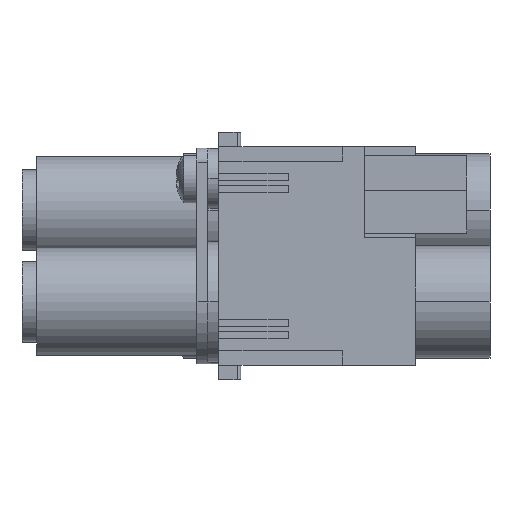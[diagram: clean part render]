
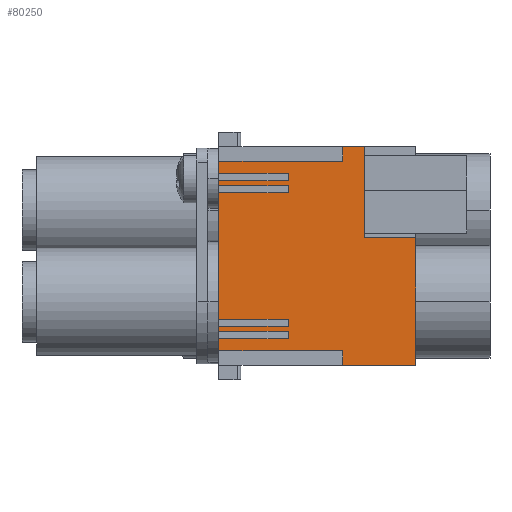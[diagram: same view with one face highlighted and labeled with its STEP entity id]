
A CAD part, left-side view. The second image highlights one B-rep face of the part: STEP entity #80250.
In plain terms, the highlighted planar face has unit normal (-1, 0, 0).
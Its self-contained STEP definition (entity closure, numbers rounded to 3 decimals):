
#2670=CARTESIAN_POINT('',(26.648,33.557,-27.336))
;
#2680=VERTEX_POINT('',#2670);
#2830=CARTESIAN_POINT('',(26.648,33.557,-28.336))
;
#2840=VERTEX_POINT('',#2830);
#2870=CARTESIAN_POINT('',(26.648,33.557,-0.438)
);
#2880=DIRECTION('',(0.,0.,-1.));
#2890=VECTOR('',#2880,1.);
#2900=LINE('',#2870,#2890);
#2910=EDGE_CURVE('',#2680,#2840,#2900,.T.);
#3090=CARTESIAN_POINT('',(26.648,24.057,-27.336));
#3100=DIRECTION('',(0.,-1.,0.));
#3110=VECTOR('',#3100,1.);
#3120=LINE('',#3090,#3110);
#3130=CARTESIAN_POINT('',(26.648,24.057,-27.336));
#3140=VERTEX_POINT('',#3130);
#3150=EDGE_CURVE('',#2680,#3140,#3120,.T.);
#6230=CARTESIAN_POINT('',(26.648,24.057,-28.336));
#6240=VERTEX_POINT('',#6230);
#6270=CARTESIAN_POINT('',(26.648,24.057,-28.336));
#6280=DIRECTION('',(0.,1.,0.));
#6290=VECTOR('',#6280,1.);
#6300=LINE('',#6270,#6290);
#6310=EDGE_CURVE('',#6240,#2840,#6300,.T.);
#13860=CARTESIAN_POINT('',(26.648,44.057,-19.5));
#13870=VERTEX_POINT('',#13860);
#13900=CARTESIAN_POINT('',(26.648,44.057,-0.438));
#13910=DIRECTION('',(0.,0.,-1.));
#13920=VECTOR('',#13910,1.);
#13930=LINE('',#13900,#13920);
#13940=CARTESIAN_POINT('',(26.648,44.057,-32.));
#13950=VERTEX_POINT('',#13940);
#13960=EDGE_CURVE('',#13870,#13950,#13930,.T.);
#30580=CARTESIAN_POINT('',(26.648,41.057,-30.));
#30590=VERTEX_POINT('',#30580);
#30760=CARTESIAN_POINT('',(26.648,41.057,-32.));
#30770=VERTEX_POINT('',#30760);
#30800=CARTESIAN_POINT('',(26.648,41.057,-0.438));
#30810=DIRECTION('',(0.,0.,1.));
#30820=VECTOR('',#30810,1.);
#30830=LINE('',#30800,#30820);
#30840=EDGE_CURVE('',#30770,#30590,#30830,.T.);
#38790=CARTESIAN_POINT('',(26.648,33.557,-26.664)
);
#38800=VERTEX_POINT('',#38790);
#38970=CARTESIAN_POINT('',(26.648,24.057,-26.664));
#38980=VERTEX_POINT('',#38970);
#39010=CARTESIAN_POINT('',(26.648,24.057,-26.664));
#39020=DIRECTION('',(0.,1.,0.));
#39030=VECTOR('',#39020,1.);
#39040=LINE('',#39010,#39030);
#39050=EDGE_CURVE('',#38980,#38800,#39040,.T.);
#44960=CARTESIAN_POINT('',(26.648,24.057,-8.336)
);
#44970=VERTEX_POINT('',#44960);
#45140=CARTESIAN_POINT('',(26.648,24.057,-7.336));
#45150=VERTEX_POINT('',#45140);
#45180=CARTESIAN_POINT('',(26.648,24.057,-32.2));
#45190=DIRECTION('',(0.,0.,1.));
#45200=VECTOR('',#45190,1.);
#45210=LINE('',#45180,#45200);
#45220=CARTESIAN_POINT('',(26.648,24.057,-6.664)
);
#45230=VERTEX_POINT('',#45220);
#45240=EDGE_CURVE('',#45150,#45230,#45210,.T.);
#45460=CARTESIAN_POINT('',(26.648,24.057,-5.664));
#45470=VERTEX_POINT('',#45460);
#45500=CARTESIAN_POINT('',(26.648,24.057,-4.)
);
#45510=VERTEX_POINT('',#45500);
#45520=EDGE_CURVE('',#45470,#45510,#45210,.T.);
#47640=CARTESIAN_POINT('',(26.648,24.057,-30.));
#47650=VERTEX_POINT('',#47640);
#47680=EDGE_CURVE('',#47650,#6240,#45210,.T.);
#47730=EDGE_CURVE('',#3140,#38980,#45210,.T.);
#47880=CARTESIAN_POINT('',(26.648,24.057,-25.664));
#47890=VERTEX_POINT('',#47880);
#47920=EDGE_CURVE('',#47890,#44970,#45210,.T.);
#65570=CARTESIAN_POINT('',(26.648,33.557,-25.664)
);
#65580=VERTEX_POINT('',#65570);
#65610=CARTESIAN_POINT('',(26.648,24.057,-25.664));
#65620=DIRECTION('',(0.,-1.,0.));
#65630=VECTOR('',#65620,1.);
#65640=LINE('',#65610,#65630);
#65650=EDGE_CURVE('',#65580,#47890,#65640,.T.);
#65960=CARTESIAN_POINT('',(26.648,33.557,-0.438
));
#65970=DIRECTION('',(0.,0.,-1.));
#65980=VECTOR('',#65970,1.);
#65990=LINE('',#65960,#65980);
#66000=EDGE_CURVE('',#65580,#38800,#65990,.T.);
#77170=CARTESIAN_POINT('',(26.648,24.057,-32.));
#77180=DIRECTION('',(0.,1.,0.));
#77190=VECTOR('',#77180,1.);
#77200=LINE('',#77170,#77190);
#77210=EDGE_CURVE('',#30770,#13950,#77200,.T.);
#79160=CARTESIAN_POINT('',(26.648,37.326,-27.037)
);
#79170=DIRECTION('',(-1.,0.,0.));
#79180=DIRECTION('',(0.,-1.,0.));
#79190=AXIS2_PLACEMENT_3D('',#79160,#79170,#79180);
#79200=PLANE('',#79190);
#79210=ORIENTED_EDGE('',*,*,#65650,.T.);
#79220=ORIENTED_EDGE('',*,*,#66000,.F.);
#79230=ORIENTED_EDGE('',*,*,#39050,.T.);
#79240=ORIENTED_EDGE('',*,*,#47730,.T.);
#79250=ORIENTED_EDGE('',*,*,#3150,.T.);
#79260=ORIENTED_EDGE('',*,*,#2910,.F.);
#79270=ORIENTED_EDGE('',*,*,#6310,.T.);
#79280=ORIENTED_EDGE('',*,*,#47680,.T.);
#79290=CARTESIAN_POINT('',(26.648,24.057,-30.));
#79300=DIRECTION('',(0.,1.,0.));
#79310=VECTOR('',#79300,1.);
#79320=LINE('',#79290,#79310);
#79330=EDGE_CURVE('',#47650,#30590,#79320,.T.);
#79340=ORIENTED_EDGE('',*,*,#79330,.F.);
#79350=ORIENTED_EDGE('',*,*,#30840,.T.);
#79360=ORIENTED_EDGE('',*,*,#77210,.F.);
#79370=ORIENTED_EDGE('',*,*,#13960,.T.);
#79380=CARTESIAN_POINT('',(26.648,24.057,-19.5));
#79390=DIRECTION('',(0.,-1.,0.));
#79400=VECTOR('',#79390,1.);
#79410=LINE('',#79380,#79400);
#79420=CARTESIAN_POINT('',(26.648,51.057,-19.5));
#79430=VERTEX_POINT('',#79420);
#79440=EDGE_CURVE('',#79430,#13870,#79410,.T.);
#79450=ORIENTED_EDGE('',*,*,#79440,.T.);
#79460=CARTESIAN_POINT('',(26.648,51.057,-0.438));
#79470=DIRECTION('',(0.,0.,1.));
#79480=VECTOR('',#79470,1.);
#79490=LINE('',#79460,#79480);
#79500=CARTESIAN_POINT('',(26.648,51.057,-2.));
#79510=VERTEX_POINT('',#79500);
#79520=EDGE_CURVE('',#79430,#79510,#79490,.T.);
#79530=ORIENTED_EDGE('',*,*,#79520,.F.);
#79540=CARTESIAN_POINT('',(26.648,24.057,-2.));
#79550=DIRECTION('',(0.,-1.,0.));
#79560=VECTOR('',#79550,1.);
#79570=LINE('',#79540,#79560);
#79580=CARTESIAN_POINT('',(26.648,41.057,-2.));
#79590=VERTEX_POINT('',#79580);
#79600=EDGE_CURVE('',#79510,#79590,#79570,.T.);
#79610=ORIENTED_EDGE('',*,*,#79600,.F.);
#79620=CARTESIAN_POINT('',(26.648,41.057,-0.438));
#79630=DIRECTION('',(0.,0.,1.));
#79640=VECTOR('',#79630,1.);
#79650=LINE('',#79620,#79640);
#79660=CARTESIAN_POINT('',(26.648,41.057,-4.));
#79670=VERTEX_POINT('',#79660);
#79680=EDGE_CURVE('',#79670,#79590,#79650,.T.);
#79690=ORIENTED_EDGE('',*,*,#79680,.T.);
#79700=CARTESIAN_POINT('',(26.648,24.057,-4.));
#79710=DIRECTION('',(0.,-1.,0.));
#79720=VECTOR('',#79710,1.);
#79730=LINE('',#79700,#79720);
#79740=EDGE_CURVE('',#79670,#45510,#79730,.T.);
#79750=ORIENTED_EDGE('',*,*,#79740,.F.);
#79760=ORIENTED_EDGE('',*,*,#45520,.T.);
#79770=CARTESIAN_POINT('',(26.648,24.057,-5.664));
#79780=DIRECTION('',(0.,-1.,0.));
#79790=VECTOR('',#79780,1.);
#79800=LINE('',#79770,#79790);
#79810=CARTESIAN_POINT('',(26.648,33.557,-5.664));
#79820=VERTEX_POINT('',#79810);
#79830=EDGE_CURVE('',#79820,#45470,#79800,.T.);
#79840=ORIENTED_EDGE('',*,*,#79830,.T.);
#79850=CARTESIAN_POINT('',(26.648,33.557,-0.438
));
#79860=DIRECTION('',(0.,0.,-1.));
#79870=VECTOR('',#79860,1.);
#79880=LINE('',#79850,#79870);
#79890=CARTESIAN_POINT('',(26.648,33.557,-6.664));
#79900=VERTEX_POINT('',#79890);
#79910=EDGE_CURVE('',#79820,#79900,#79880,.T.);
#79920=ORIENTED_EDGE('',*,*,#79910,.F.);
#79930=CARTESIAN_POINT('',(26.648,24.057,-6.664));
#79940=DIRECTION('',(0.,1.,0.));
#79950=VECTOR('',#79940,1.);
#79960=LINE('',#79930,#79950);
#79970=EDGE_CURVE('',#45230,#79900,#79960,.T.);
#79980=ORIENTED_EDGE('',*,*,#79970,.T.);
#79990=ORIENTED_EDGE('',*,*,#45240,.T.);
#80000=CARTESIAN_POINT('',(26.648,24.057,-7.336));
#80010=DIRECTION('',(0.,-1.,0.));
#80020=VECTOR('',#80010,1.);
#80030=LINE('',#80000,#80020);
#80040=CARTESIAN_POINT('',(26.648,33.557,-7.336));
#80050=VERTEX_POINT('',#80040);
#80060=EDGE_CURVE('',#80050,#45150,#80030,.T.);
#80070=ORIENTED_EDGE('',*,*,#80060,.T.);
#80080=CARTESIAN_POINT('',(26.648,33.557,-0.438
));
#80090=DIRECTION('',(0.,0.,-1.));
#80100=VECTOR('',#80090,1.);
#80110=LINE('',#80080,#80100);
#80120=CARTESIAN_POINT('',(26.648,33.557,-8.336));
#80130=VERTEX_POINT('',#80120);
#80140=EDGE_CURVE('',#80050,#80130,#80110,.T.);
#80150=ORIENTED_EDGE('',*,*,#80140,.F.);
#80160=CARTESIAN_POINT('',(26.648,24.057,-8.336));
#80170=DIRECTION('',(0.,1.,0.));
#80180=VECTOR('',#80170,1.);
#80190=LINE('',#80160,#80180);
#80200=EDGE_CURVE('',#44970,#80130,#80190,.T.);
#80210=ORIENTED_EDGE('',*,*,#80200,.T.);
#80220=ORIENTED_EDGE('',*,*,#47920,.T.);
#80230=EDGE_LOOP('',(#80220,#80210,#80150,#80070,#79990,#79980,#79920,
#79840,#79760,#79750,#79690,#79610,#79530,#79450,#79370,#79360,#79350,
#79340,#79280,#79270,#79260,#79250,#79240,#79230,#79220,#79210));
#80240=FACE_OUTER_BOUND('',#80230,.T.);
#80250=ADVANCED_FACE('',(#80240),#79200,.T.);
